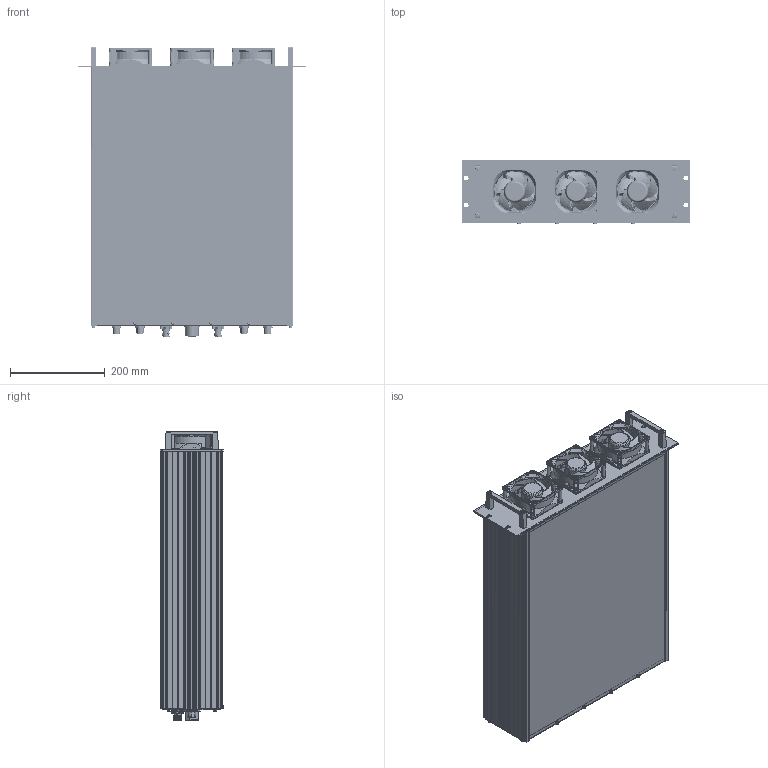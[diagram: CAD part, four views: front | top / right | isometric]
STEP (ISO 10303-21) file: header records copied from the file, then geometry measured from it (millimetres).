
FILE_DESCRIPTION(/* description */ ('Unknown'),/* implementation_level */ '2;1');
FILE_NAME(/* name */ 'DETI_MICROWAVE_MULTI_OCTAVE_BROADBAND_COMBINER _011167_STEP',/* time_stamp */ '2021-06-16T14:24:32+02:00',/* author */ ('ALG'),/* organization */ ('DETI'),/* preprocessor_version */ 'ST-DEVELOPER v16.7',/* originating_system */ 'Solid Edge',/* authorisation */ 'Unknown');
FILE_SCHEMA (('AUTOMOTIVE_DESIGN {1 0 10303 214 3 1 1}'));
Products named in the file (1): Asm72
Bounding box: 482.6 x 133.32 x 613.33 mm (x, y, z)
Volume: 2051789.3 mm3; surface area: 2159839.4 mm2
Topology: 1 solids, 4 shells, 4737 faces, 13084 edges, 8154 vertices
Faces by surface type: plane 2128, cylinder 1099, bspline 708, cone 390, torus 390, sphere 22
Full cylindrical faces by diameter (mm): 0.559 x36, 0.813 x12, 0.914 x12, 1.473 x24, 1.6 x12, 1.651 x12, 1.676 x12, 1.689 x12, 1.727 x12, 1.76 x4, 1.956 x12, 2.3 x4, 2.98 x4, 4 x28, 4.3 x4, 4.4 x4, 4.5 x18, 4.8 x1, 5 x4, 5.64 x1, 6.4 x4, 6.706 x2, 6.96 x4, 7 x17, 7.239 x2, 7.56 x4, 7.595 x2, 7.671 x2, 7.9 x6, 8 x8
Entity records: 223744 total; most frequent: CARTESIAN_POINT 79078, ORIENTED_EDGE 24234, DIRECTION 21451, EDGE_CURVE 12117, AXIS2_PLACEMENT_3D 8131, VERTEX_POINT 7961, FACE_BOUND 5740, EDGE_LOOP 5719
